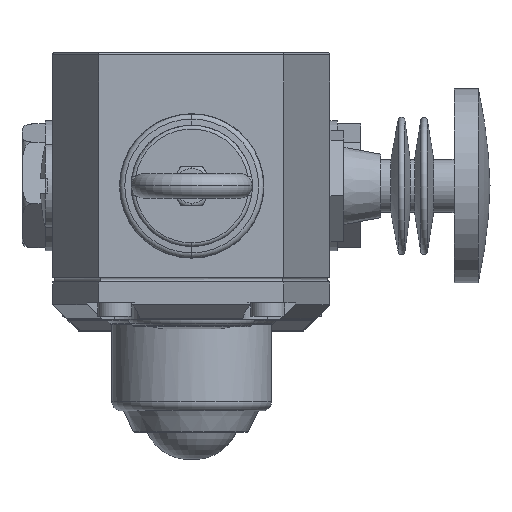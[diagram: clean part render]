
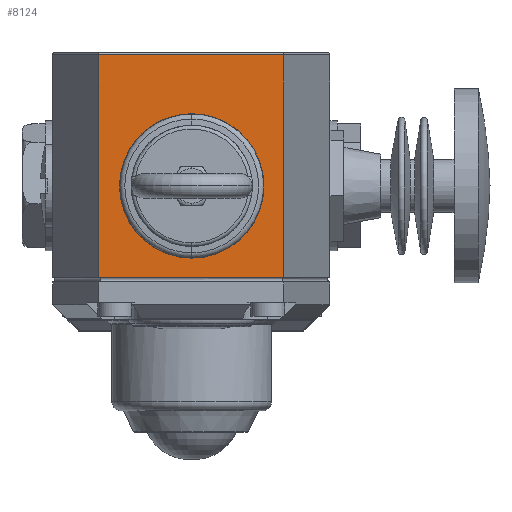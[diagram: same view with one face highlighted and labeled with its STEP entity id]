
A CAD part, front view. The second image highlights one B-rep face of the part: STEP entity #8124.
In plain terms, the highlighted planar face has unit normal (0, -1, 0).
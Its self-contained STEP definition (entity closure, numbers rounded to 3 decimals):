
#62 = VERTEX_POINT ( 'NONE', #9543 ) ;
#710 = LINE ( 'NONE', #4599, #12109 ) ;
#783 = EDGE_LOOP ( 'NONE', ( #8458, #6095 ) ) ;
#791 = CIRCLE ( 'NONE', #1590, 14.5 ) ;
#1590 = AXIS2_PLACEMENT_3D ( 'NONE', #4359, #14827, #5864 ) ;
#1683 = VECTOR ( 'NONE', #4587, 1000. ) ;
#1918 = DIRECTION ( 'NONE',  ( 0., -1., 0. ) ) ;
#2570 = ORIENTED_EDGE ( 'NONE', *, *, #12909, .F. ) ;
#2587 = VERTEX_POINT ( 'NONE', #7757 ) ;
#2786 = LINE ( 'NONE', #16485, #13788 ) ;
#3107 = DIRECTION ( 'NONE',  ( 0., 0., 1. ) ) ;
#3200 = LINE ( 'NONE', #7791, #18647 ) ;
#4359 = CARTESIAN_POINT ( 'NONE',  ( 0., 0., 0. ) ) ;
#4582 = AXIS2_PLACEMENT_3D ( 'NONE', #10856, #1918, #12326 ) ;
#4587 = DIRECTION ( 'NONE',  ( -1., 0., 0. ) ) ;
#4599 = CARTESIAN_POINT ( 'NONE',  ( -19.2, 0., 0. ) ) ;
#5010 = EDGE_CURVE ( 'NONE', #15291, #62, #16097, .T. ) ;
#5864 = DIRECTION ( 'NONE',  ( 0., 0., -1. ) ) ;
#6095 = ORIENTED_EDGE ( 'NONE', *, *, #6385, .F. ) ;
#6385 = EDGE_CURVE ( 'NONE', #62, #15291, #791, .T. ) ;
#6402 = AXIS2_PLACEMENT_3D ( 'NONE', #7198, #17653, #8687 ) ;
#6451 = CARTESIAN_POINT ( 'NONE',  ( -19.2, 0., 27. ) ) ;
#6782 = EDGE_CURVE ( 'NONE', #2587, #10527, #17096, .T. ) ;
#7198 = CARTESIAN_POINT ( 'NONE',  ( 0., 0., 0. ) ) ;
#7757 = CARTESIAN_POINT ( 'NONE',  ( 19., 0., 27. ) ) ;
#7791 = CARTESIAN_POINT ( 'NONE',  ( 19., 0., -18.8 ) ) ;
#8015 = ORIENTED_EDGE ( 'NONE', *, *, #10248, .F. ) ;
#8122 = EDGE_CURVE ( 'NONE', #14072, #15381, #3200, .T. ) ;
#8124 = ADVANCED_FACE ( 'NONE', ( #11175, #15146 ), #13797, .T. ) ;
#8458 = ORIENTED_EDGE ( 'NONE', *, *, #5010, .F. ) ;
#8687 = DIRECTION ( 'NONE',  ( 0., 0., -1. ) ) ;
#9543 = CARTESIAN_POINT ( 'NONE',  ( 0., 0., -14.5 ) ) ;
#10248 = EDGE_CURVE ( 'NONE', #15381, #10527, #710, .T. ) ;
#10335 = ORIENTED_EDGE ( 'NONE', *, *, #6782, .T. ) ;
#10521 = DIRECTION ( 'NONE',  ( 0., 0., -1. ) ) ;
#10527 = VERTEX_POINT ( 'NONE', #6451 ) ;
#10649 = ORIENTED_EDGE ( 'NONE', *, *, #8122, .F. ) ;
#10856 = CARTESIAN_POINT ( 'NONE',  ( 0., 0., 0. ) ) ;
#11175 = FACE_OUTER_BOUND ( 'NONE', #14788, .T. ) ;
#11794 = CARTESIAN_POINT ( 'NONE',  ( 0., 0., 14.5 ) ) ;
#11890 = CARTESIAN_POINT ( 'NONE',  ( 19., 0., -18.8 ) ) ;
#12109 = VECTOR ( 'NONE', #3107, 1000. ) ;
#12326 = DIRECTION ( 'NONE',  ( 0., 0., -1. ) ) ;
#12909 = EDGE_CURVE ( 'NONE', #2587, #14072, #2786, .T. ) ;
#13788 = VECTOR ( 'NONE', #10521, 1000. ) ;
#13797 = PLANE ( 'NONE',  #4582 ) ;
#14072 = VERTEX_POINT ( 'NONE', #11890 ) ;
#14788 = EDGE_LOOP ( 'NONE', ( #2570, #10335, #8015, #10649 ) ) ;
#14827 = DIRECTION ( 'NONE',  ( 0., -1., 0. ) ) ;
#15067 = CARTESIAN_POINT ( 'NONE',  ( -19.2, 0., 27. ) ) ;
#15146 = FACE_BOUND ( 'NONE', #783, .T. ) ;
#15291 = VERTEX_POINT ( 'NONE', #11794 ) ;
#15381 = VERTEX_POINT ( 'NONE', #17947 ) ;
#16097 = CIRCLE ( 'NONE', #6402, 14.5 ) ;
#16485 = CARTESIAN_POINT ( 'NONE',  ( 19., 0., 0. ) ) ;
#16739 = DIRECTION ( 'NONE',  ( -1., 0., 0. ) ) ;
#17096 = LINE ( 'NONE', #15067, #1683 ) ;
#17653 = DIRECTION ( 'NONE',  ( 0., -1., 0. ) ) ;
#17947 = CARTESIAN_POINT ( 'NONE',  ( -19.2, 0., -18.8 ) ) ;
#18647 = VECTOR ( 'NONE', #16739, 1000. ) ;
